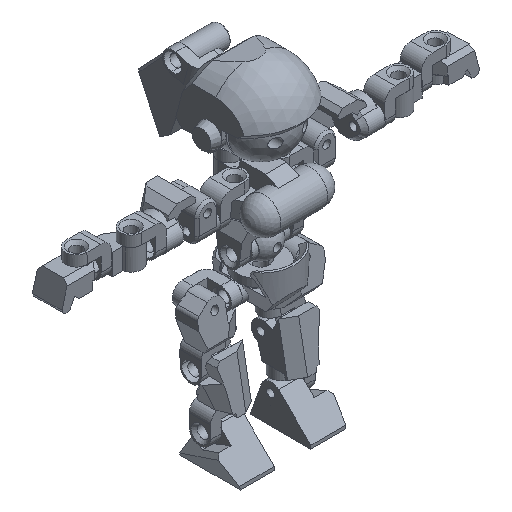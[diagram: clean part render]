
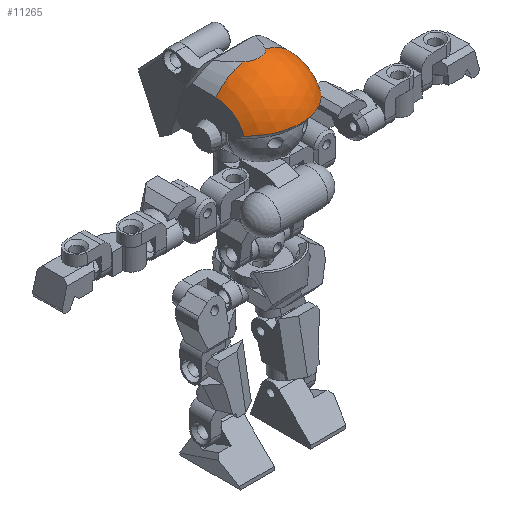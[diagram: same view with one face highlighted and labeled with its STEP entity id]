
A CAD part, isometric view. The second image highlights one B-rep face of the part: STEP entity #11265.
In plain terms, the highlighted spherical face has radius 11.5 mm.
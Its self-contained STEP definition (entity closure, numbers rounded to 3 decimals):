
#159=SPHERICAL_SURFACE('',#12062,11.5);
#1134=FACE_OUTER_BOUND('',#1799,.T.);
#1799=EDGE_LOOP('',(#7988,#7989,#7990,#7991,#7992,#7993));
#4645=CIRCLE('',#12060,11.326);
#4647=CIRCLE('',#12063,7.159);
#4648=CIRCLE('',#12064,11.5);
#4649=CIRCLE('',#12065,3.288);
#4650=CIRCLE('',#12066,11.5);
#4651=CIRCLE('',#12067,7.159);
#5094=VERTEX_POINT('',#16770);
#5095=VERTEX_POINT('',#16774);
#5097=VERTEX_POINT('',#16782);
#5098=VERTEX_POINT('',#16784);
#5099=VERTEX_POINT('',#16786);
#5100=VERTEX_POINT('',#16788);
#6222=EDGE_CURVE('',#5094,#5095,#4645,.T.);
#6225=EDGE_CURVE('',#5094,#5097,#4647,.F.);
#6226=EDGE_CURVE('',#5098,#5097,#4648,.T.);
#6227=EDGE_CURVE('',#5098,#5099,#4649,.T.);
#6228=EDGE_CURVE('',#5100,#5099,#4650,.T.);
#6229=EDGE_CURVE('',#5100,#5095,#4651,.T.);
#7988=ORIENTED_EDGE('',*,*,#6222,.F.);
#7989=ORIENTED_EDGE('',*,*,#6225,.T.);
#7990=ORIENTED_EDGE('',*,*,#6226,.F.);
#7991=ORIENTED_EDGE('',*,*,#6227,.T.);
#7992=ORIENTED_EDGE('',*,*,#6228,.F.);
#7993=ORIENTED_EDGE('',*,*,#6229,.T.);
#11265=ADVANCED_FACE('',(#1134),#159,.T.);
#12060=AXIS2_PLACEMENT_3D('',#16775,#13350,#13351);
#12062=AXIS2_PLACEMENT_3D('',#16781,#13354,#13355);
#12063=AXIS2_PLACEMENT_3D('',#16783,#13356,#13357);
#12064=AXIS2_PLACEMENT_3D('',#16785,#13358,#13359);
#12065=AXIS2_PLACEMENT_3D('',#16787,#13360,#13361);
#12066=AXIS2_PLACEMENT_3D('',#16789,#13362,#13363);
#12067=AXIS2_PLACEMENT_3D('',#16790,#13364,#13365);
#13350=DIRECTION('center_axis',(0.,-0.087,
-0.996));
#13351=DIRECTION('ref_axis',(0.,-0.996,0.087));
#13354=DIRECTION('center_axis',(1.,0.,0.));
#13355=DIRECTION('ref_axis',(0.,-1.,0.));
#13356=DIRECTION('center_axis',(1.,0.,0.));
#13357=DIRECTION('ref_axis',(0.,0.,1.));
#13358=DIRECTION('center_axis',(0.,1.,0.));
#13359=DIRECTION('ref_axis',(-1.,0.,0.));
#13360=DIRECTION('center_axis',(0.,-0.174,
-0.985));
#13361=DIRECTION('ref_axis',(0.,-0.985,0.174));
#13362=DIRECTION('center_axis',(0.,1.,0.));
#13363=DIRECTION('ref_axis',(-1.,0.,0.));
#13364=DIRECTION('center_axis',(1.,0.,0.));
#13365=DIRECTION('ref_axis',(0.,0.,1.));
#16770=CARTESIAN_POINT('',(9.,-9.677,33.717));
#16774=CARTESIAN_POINT('',(-9.,-9.677,33.717));
#16775=CARTESIAN_POINT('Origin',(0.,-2.826,
33.118));
#16781=CARTESIAN_POINT('Origin',(0.,-3.,31.134));
#16782=CARTESIAN_POINT('',(9.,-3.,38.293));
#16783=CARTESIAN_POINT('Origin',(9.,-3.,31.134));
#16784=CARTESIAN_POINT('',(2.652,-3.,42.324));
#16785=CARTESIAN_POINT('Origin',(0.,-3.,31.134));
#16786=CARTESIAN_POINT('',(-2.652,-3.,42.324));
#16787=CARTESIAN_POINT('Origin',(0.,-1.086,
41.987));
#16788=CARTESIAN_POINT('',(-9.,-3.,38.293));
#16789=CARTESIAN_POINT('Origin',(0.,-3.,31.134));
#16790=CARTESIAN_POINT('Origin',(-9.,-3.,31.134));
